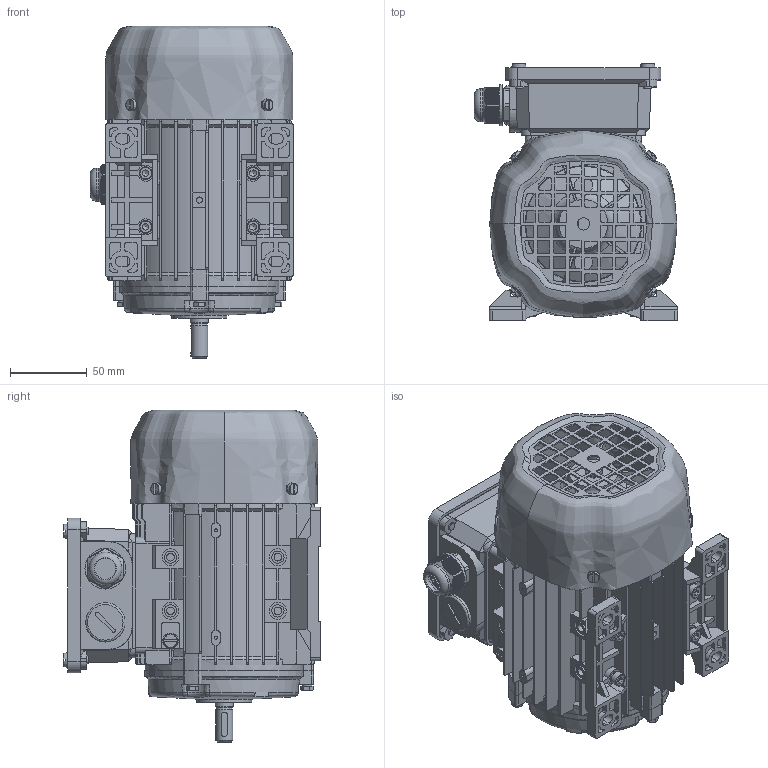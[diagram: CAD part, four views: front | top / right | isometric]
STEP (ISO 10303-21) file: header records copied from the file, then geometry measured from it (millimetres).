
FILE_DESCRIPTION(/* description */ (''),/* implementation_level */ '2;1');
FILE_NAME(/* name */ 'JL-63-B3.stp',/* time_stamp */ '2016-09-01T10:41:37+08:00',/* author */ (''),/* organization */ (''),/* preprocessor_version */ 'ST-DEVELOPER v16',/* originating_system */ 'SIEMENS PLM Software NX 10.0',/* authorisation */ '');
FILE_SCHEMA (('AUTOMOTIVE_DESIGN { 1 0 10303 214 3 1 1 1 }'));
Products named in the file (1): pc05908BCBsu82
Bounding box: 132.6 x 168 x 216.5 mm (x, y, z)
Volume: 533953.3 mm3; surface area: 430098.5 mm2
Topology: 51 solids, 51 shells, 3286 faces, 8950 edges, 5903 vertices
Faces by surface type: plane 1880, cylinder 945, cone 195, torus 171, bspline 89, sphere 6
Full cylindrical faces by diameter (mm): 2 x4, 3 x10, 3.2 x1, 3.5 x6, 3.545 x10, 4 x21, 4.132 x4, 4.134 x4, 4.48 x5, 4.7 x3, 4.8 x1, 4.9 x6, 5 x34, 5.3 x1, 5.8 x14, 6 x4, 8 x12, 8.5 x8, 10 x1, 10.4 x1, 10.5 x4, 10.6 x1, 11 x13, 11.2 x2, 11.4 x2, 12 x10, 13.75 x1, 14 x1, 16.25 x3, 18.75 x10
Entity records: 164244 total; most frequent: CARTESIAN_POINT 84718, ORIENTED_EDGE 16714, DIRECTION 15484, EDGE_CURVE 8357, VERTEX_POINT 5689, AXIS2_PLACEMENT_3D 5477, LINE 4530, VECTOR 4530
